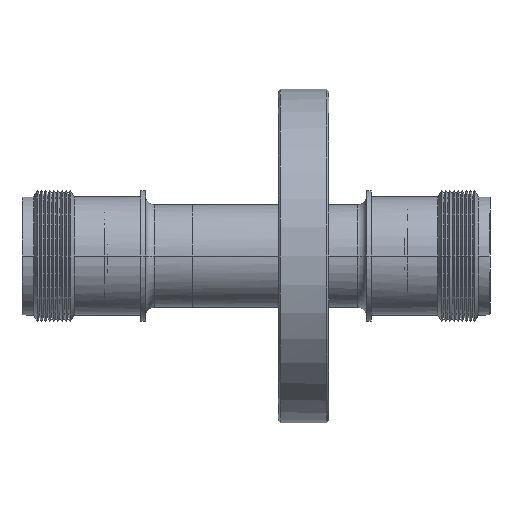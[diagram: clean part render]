
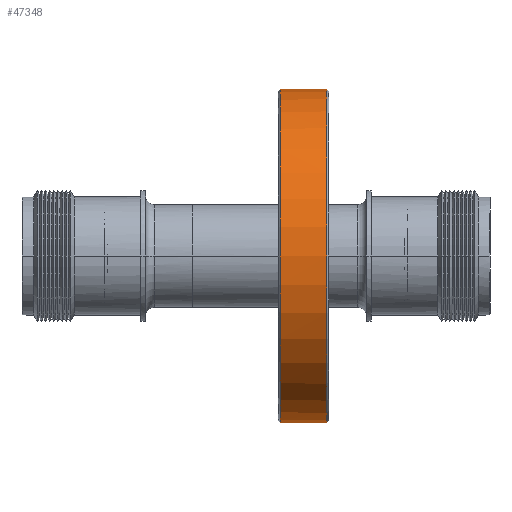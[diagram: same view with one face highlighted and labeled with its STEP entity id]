
A CAD part, left-side view. The second image highlights one B-rep face of the part: STEP entity #47348.
In plain terms, the highlighted cylindrical face has radius 56.769 mm (diameter 113.538 mm), a partial arc.
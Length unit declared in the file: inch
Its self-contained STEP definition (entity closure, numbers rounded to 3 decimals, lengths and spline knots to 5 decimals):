
#2656 = CARTESIAN_POINT ( 'NONE',  ( 0., 0.009, 2.235 ) ) ;
#2665 = CARTESIAN_POINT ( 'NONE',  ( -0.01033, 0.009, 2.235 ) ) ;
#2680 = CARTESIAN_POINT ( 'NONE',  ( -0.02067, 0.009, 2.23493 ) ) ;
#2682 = CARTESIAN_POINT ( 'NONE',  ( -0.031, 0.009, 2.23479 ) ) ;
#2705 = CARTESIAN_POINT ( 'NONE',  ( 0., 0.009, 0. ) ) ;
#2706 = DIRECTION ( 'NONE',  ( 0., -1., 0. ) ) ;
#2707 = DIRECTION ( 'NONE',  ( 0., 0., 1. ) ) ;
#2749 = DIRECTION ( 'NONE',  ( 0., 1., 0. ) ) ;
#2751 = CARTESIAN_POINT ( 'NONE',  ( -0.031, 0.009, 2.23479 ) ) ;
#2803 = CARTESIAN_POINT ( 'NONE',  ( -0.031, 0.009, -2.23479 ) ) ;
#2806 = DIRECTION ( 'NONE',  ( 0., -1., 0. ) ) ;
#2833 = CARTESIAN_POINT ( 'NONE',  ( 0., 0.03, 0. ) ) ;
#2835 = DIRECTION ( 'NONE',  ( 0., -1., 0. ) ) ;
#2837 = DIRECTION ( 'NONE',  ( 0., 0., 1. ) ) ;
#2919 = CARTESIAN_POINT ( 'NONE',  ( 0., -0.59, 0. ) ) ;
#2921 = DIRECTION ( 'NONE',  ( 0., -1., 0. ) ) ;
#2923 = DIRECTION ( 'NONE',  ( 0., 0., 1. ) ) ;
#8650 = VERTEX_POINT ( 'NONE', #10123 ) ;
#8659 = VERTEX_POINT ( 'NONE', #10112 ) ;
#8693 = VERTEX_POINT ( 'NONE', #10049 ) ;
#8694 = VERTEX_POINT ( 'NONE', #10047 ) ;
#10047 = CARTESIAN_POINT ( 'NONE',  ( 0., -0.59, 2.235 ) ) ;
#10049 = CARTESIAN_POINT ( 'NONE',  ( 0., -0.59, -2.235 ) ) ;
#10112 = CARTESIAN_POINT ( 'NONE',  ( 0., 0.009, -2.235 ) ) ;
#10123 = CARTESIAN_POINT ( 'NONE',  ( 0., 0.009, 2.235 ) ) ;
#10790 = EDGE_LOOP ( 'NONE', ( #49443, #49442, #49441, #49440, #49439, #49438, #49437, #49436 ) ) ;
#11069 = AXIS2_PLACEMENT_3D ( 'NONE', #2705, #2706, #2707 ) ;
#11075 = AXIS2_PLACEMENT_3D ( 'NONE', #2833, #2835, #2837 ) ;
#11086 = AXIS2_PLACEMENT_3D ( 'NONE', #2919, #2921, #2923 ) ;
#12292 = CARTESIAN_POINT ( 'NONE',  ( -0.031, 0.009, -2.23479 ) ) ;
#12295 = CARTESIAN_POINT ( 'NONE',  ( -0.031, 0.009, 2.23479 ) ) ;
#12300 = CARTESIAN_POINT ( 'NONE',  ( -0.031, 0.03, -2.23479 ) ) ;
#12306 = CARTESIAN_POINT ( 'NONE',  ( -0.031, 0.03, 2.23479 ) ) ;
#20820 = VERTEX_POINT ( 'NONE', #12292 ) ;
#20822 = VERTEX_POINT ( 'NONE', #12295 ) ;
#20825 = VERTEX_POINT ( 'NONE', #12300 ) ;
#20828 = VERTEX_POINT ( 'NONE', #12306 ) ;
#21950 = DIRECTION ( 'NONE',  ( 0., 0., 1. ) ) ;
#21952 = DIRECTION ( 'NONE',  ( 0., 1., 0. ) ) ;
#21954 = CARTESIAN_POINT ( 'NONE',  ( 0., 0., 0. ) ) ;
#30035 = EDGE_CURVE ( 'NONE', #8650, #20822, #47892, .T. ) ;
#30038 = EDGE_CURVE ( 'NONE', #20820, #8659, #31163, .T. ) ;
#30049 = EDGE_CURVE ( 'NONE', #20822, #20828, #31178, .T. ) ;
#30056 = EDGE_CURVE ( 'NONE', #20825, #20820, #31190, .T. ) ;
#30060 = EDGE_CURVE ( 'NONE', #20828, #20825, #31195, .T. ) ;
#30071 = EDGE_CURVE ( 'NONE', #8694, #8693, #31205, .T. ) ;
#31163 = CIRCLE ( 'NONE', #11069, 2.235 ) ;
#31178 = LINE ( 'NONE', #2751, #31182 ) ;
#31182 = VECTOR ( 'NONE', #2749, 39.37008 ) ;
#31190 = LINE ( 'NONE', #2803, #31193 ) ;
#31193 = VECTOR ( 'NONE', #2806, 39.37008 ) ;
#31195 = CIRCLE ( 'NONE', #11075, 2.235 ) ;
#31205 = CIRCLE ( 'NONE', #11086, 2.235 ) ;
#37223 = EDGE_CURVE ( 'NONE', #8693, #8659, #46180, .T. ) ;
#37229 = EDGE_CURVE ( 'NONE', #8694, #8650, #46193, .T. ) ;
#46180 = LINE ( 'NONE', #51487, #46186 ) ;
#46186 = VECTOR ( 'NONE', #51492, 39.37008 ) ;
#46193 = LINE ( 'NONE', #51508, #46194 ) ;
#46194 = VECTOR ( 'NONE', #51509, 39.37008 ) ;
#46901 = FACE_OUTER_BOUND ( 'NONE', #10790, .T. ) ;
#46910 = CYLINDRICAL_SURFACE ( 'NONE', #47063, 2.235 ) ;
#47063 = AXIS2_PLACEMENT_3D ( 'NONE', #21954, #21952, #21950 ) ;
#47348 = ADVANCED_FACE ( 'NONE', ( #46901 ), #46910, .T. ) ;
#47892 = B_SPLINE_CURVE_WITH_KNOTS ( 'NONE', 3,
 ( #2656, #2665, #2680, #2682 ),
 .UNSPECIFIED., .F., .F.,
 ( 4, 4 ),
 ( 0., 1. ),
 .UNSPECIFIED. ) ;
#49436 = ORIENTED_EDGE ( 'NONE', *, *, #30038, .T. ) ;
#49437 = ORIENTED_EDGE ( 'NONE', *, *, #30056, .T. ) ;
#49438 = ORIENTED_EDGE ( 'NONE', *, *, #30060, .T. ) ;
#49439 = ORIENTED_EDGE ( 'NONE', *, *, #30049, .T. ) ;
#49440 = ORIENTED_EDGE ( 'NONE', *, *, #30035, .T. ) ;
#49441 = ORIENTED_EDGE ( 'NONE', *, *, #37229, .T. ) ;
#49442 = ORIENTED_EDGE ( 'NONE', *, *, #30071, .F. ) ;
#49443 = ORIENTED_EDGE ( 'NONE', *, *, #37223, .F. ) ;
#51487 = CARTESIAN_POINT ( 'NONE',  ( 0., 0., -2.235 ) ) ;
#51492 = DIRECTION ( 'NONE',  ( 0., 1., 0. ) ) ;
#51508 = CARTESIAN_POINT ( 'NONE',  ( 0., 0., 2.235 ) ) ;
#51509 = DIRECTION ( 'NONE',  ( 0., 1., 0. ) ) ;
